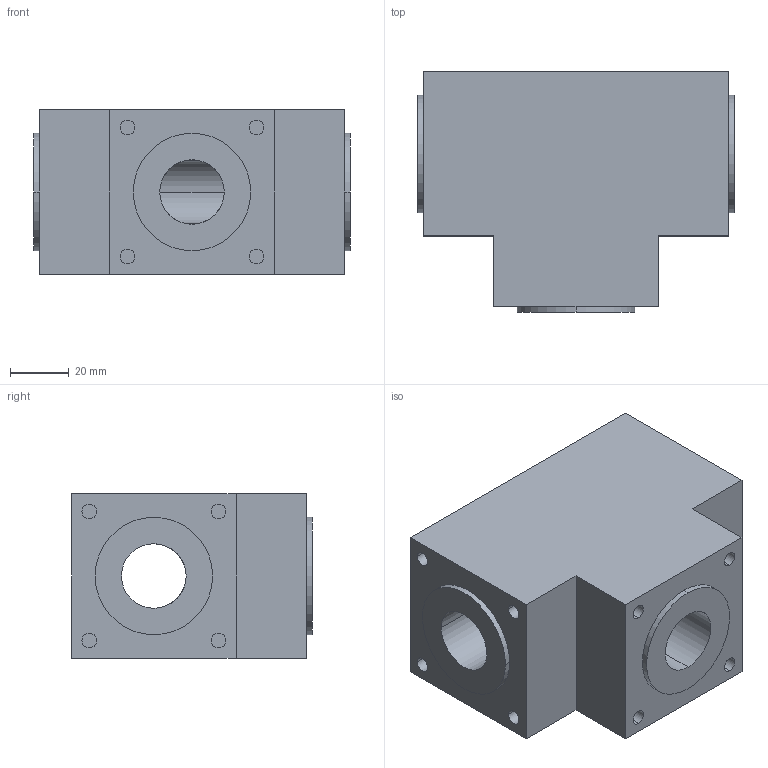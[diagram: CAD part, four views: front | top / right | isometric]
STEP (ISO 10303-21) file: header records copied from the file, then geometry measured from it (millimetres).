
FILE_DESCRIPTION (( 'STEP AP203' ), '1' );
FILE_NAME ('Gearbox_figar_Default_sldprt.STEP', '2024-10-30T12:59:43', ( '' ), ( '' ), 'SwSTEP 2.0', 'SolidWorks 2023', '' );
FILE_SCHEMA (( 'CONFIG_CONTROL_DESIGN' ));
Length unit declared in the file: millimetre
Products named in the file (1): Gearbox_figar_Default_sldprt
Bounding box: 108 x 82 x 56 mm (x, y, z)
Volume: 348326.3 mm3; surface area: 46863.3 mm2
Topology: 1 solids, 1 shells, 61 faces, 135 edges, 90 vertices
Faces by surface type: cylinder 34, plane 27
Entity records: 1804 total; most frequent: DIRECTION 325, CARTESIAN_POINT 299, ORIENTED_EDGE 270, EDGE_CURVE 135, AXIS2_PLACEMENT_3D 132, VERTEX_POINT 90, EDGE_LOOP 79, CIRCLE 70
